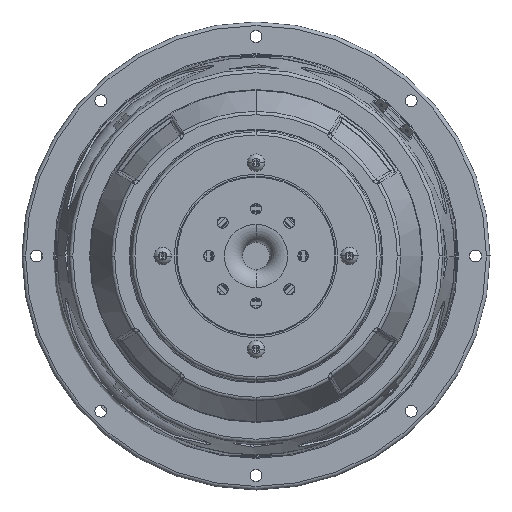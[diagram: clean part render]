
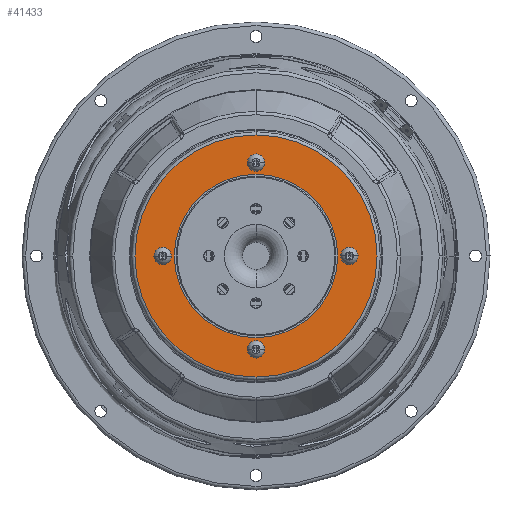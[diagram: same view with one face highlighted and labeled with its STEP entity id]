
A CAD part, front view. The second image highlights one B-rep face of the part: STEP entity #41433.
In plain terms, the highlighted planar face has unit normal (0, -1, 0).
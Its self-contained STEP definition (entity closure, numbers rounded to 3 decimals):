
#77 = PLANE ( 'NONE',  #41771 ) ;
#363 = VERTEX_POINT ( 'NONE', #13229 ) ;
#1365 = CARTESIAN_POINT ( 'NONE',  ( 0., -1.2, 54.25 ) ) ;
#1488 = DIRECTION ( 'NONE',  ( 0., 1., 0. ) ) ;
#2024 = CIRCLE ( 'NONE', #21868, 2.75 ) ;
#2124 = CARTESIAN_POINT ( 'NONE',  ( 0., -1.2, -48.75 ) ) ;
#2228 = EDGE_CURVE ( 'NONE', #46929, #363, #14613, .T. ) ;
#2666 = EDGE_CURVE ( 'NONE', #5916, #23177, #47918, .T. ) ;
#2861 = EDGE_CURVE ( 'NONE', #19938, #27458, #9232, .T. ) ;
#3732 = CARTESIAN_POINT ( 'NONE',  ( 0., -1.2, 0. ) ) ;
#4006 = CARTESIAN_POINT ( 'NONE',  ( 0., -1.2, 51.5 ) ) ;
#4282 = ORIENTED_EDGE ( 'NONE', *, *, #31437, .T. ) ;
#4593 = DIRECTION ( 'NONE',  ( 0., 0., 1. ) ) ;
#5053 = CIRCLE ( 'NONE', #41062, 45. ) ;
#5115 = CARTESIAN_POINT ( 'NONE',  ( 0., -1.2, 0. ) ) ;
#5242 = ORIENTED_EDGE ( 'NONE', *, *, #7400, .T. ) ;
#5916 = VERTEX_POINT ( 'NONE', #50754 ) ;
#6562 = AXIS2_PLACEMENT_3D ( 'NONE', #55562, #17981, #47335 ) ;
#7400 = EDGE_CURVE ( 'NONE', #27458, #19938, #21749, .T. ) ;
#7702 = DIRECTION ( 'NONE',  ( 0., 1., 0. ) ) ;
#8572 = FACE_BOUND ( 'NONE', #31453, .T. ) ;
#9232 = CIRCLE ( 'NONE', #48890, 2.75 ) ;
#9413 = ORIENTED_EDGE ( 'NONE', *, *, #2228, .T. ) ;
#10254 = DIRECTION ( 'NONE',  ( 1., 0., 0. ) ) ;
#10588 = CIRCLE ( 'NONE', #29541, 2.75 ) ;
#10788 = CARTESIAN_POINT ( 'NONE',  ( -51.5, -1.2, 0. ) ) ;
#12299 = DIRECTION ( 'NONE',  ( 0., -1., 0. ) ) ;
#12477 = CARTESIAN_POINT ( 'NONE',  ( 51.5, -1.2, 0. ) ) ;
#12953 = EDGE_LOOP ( 'NONE', ( #29667, #5242 ) ) ;
#13038 = DIRECTION ( 'NONE',  ( 0., 1., 0. ) ) ;
#13229 = CARTESIAN_POINT ( 'NONE',  ( 48.75, -1.2, 0. ) ) ;
#14206 = VERTEX_POINT ( 'NONE', #50505 ) ;
#14342 = DIRECTION ( 'NONE',  ( 0., 0., 1. ) ) ;
#14613 = CIRCLE ( 'NONE', #25419, 2.75 ) ;
#14826 = ORIENTED_EDGE ( 'NONE', *, *, #25379, .T. ) ;
#15232 = ORIENTED_EDGE ( 'NONE', *, *, #22221, .T. ) ;
#15291 = EDGE_LOOP ( 'NONE', ( #18924, #42407 ) ) ;
#16201 = CARTESIAN_POINT ( 'NONE',  ( -48.75, -1.2, 0. ) ) ;
#16251 = CARTESIAN_POINT ( 'NONE',  ( 0., -1.2, 0. ) ) ;
#17305 = CARTESIAN_POINT ( 'NONE',  ( 68., -1.2, 0. ) ) ;
#17778 = CARTESIAN_POINT ( 'NONE',  ( 0., -1.2, 51.5 ) ) ;
#17981 = DIRECTION ( 'NONE',  ( 0., 1., 0. ) ) ;
#18727 = DIRECTION ( 'NONE',  ( 0., 1., 0. ) ) ;
#18761 = VERTEX_POINT ( 'NONE', #38909 ) ;
#18924 = ORIENTED_EDGE ( 'NONE', *, *, #44418, .T. ) ;
#19883 = VERTEX_POINT ( 'NONE', #50051 ) ;
#19938 = VERTEX_POINT ( 'NONE', #16201 ) ;
#21260 = CARTESIAN_POINT ( 'NONE',  ( -54.25, -1.2, 0. ) ) ;
#21543 = FACE_BOUND ( 'NONE', #24470, .T. ) ;
#21749 = CIRCLE ( 'NONE', #28028, 2.75 ) ;
#21868 = AXIS2_PLACEMENT_3D ( 'NONE', #4006, #13038, #25740 ) ;
#22221 = EDGE_CURVE ( 'NONE', #37101, #48589, #2024, .T. ) ;
#22596 = DIRECTION ( 'NONE',  ( 0., -1., 0. ) ) ;
#23141 = ORIENTED_EDGE ( 'NONE', *, *, #2666, .T. ) ;
#23177 = VERTEX_POINT ( 'NONE', #2124 ) ;
#24470 = EDGE_LOOP ( 'NONE', ( #4282, #14826 ) ) ;
#25379 = EDGE_CURVE ( 'NONE', #27091, #19883, #48074, .T. ) ;
#25419 = AXIS2_PLACEMENT_3D ( 'NONE', #12477, #51127, #46881 ) ;
#25740 = DIRECTION ( 'NONE',  ( 0., 0., -1. ) ) ;
#25779 = FACE_BOUND ( 'NONE', #46690, .T. ) ;
#26948 = ORIENTED_EDGE ( 'NONE', *, *, #48169, .T. ) ;
#27091 = VERTEX_POINT ( 'NONE', #46725 ) ;
#27287 = AXIS2_PLACEMENT_3D ( 'NONE', #5115, #22596, #51954 ) ;
#27458 = VERTEX_POINT ( 'NONE', #21260 ) ;
#27653 = CIRCLE ( 'NONE', #49286, 2.75 ) ;
#27794 = EDGE_LOOP ( 'NONE', ( #26948, #23141 ) ) ;
#28028 = AXIS2_PLACEMENT_3D ( 'NONE', #10788, #1488, #35618 ) ;
#28963 = CARTESIAN_POINT ( 'NONE',  ( 54.25, -1.2, 0. ) ) ;
#29541 = AXIS2_PLACEMENT_3D ( 'NONE', #48171, #43933, #52966 ) ;
#29667 = ORIENTED_EDGE ( 'NONE', *, *, #2861, .T. ) ;
#30280 = ORIENTED_EDGE ( 'NONE', *, *, #39311, .T. ) ;
#31437 = EDGE_CURVE ( 'NONE', #19883, #27091, #5053, .T. ) ;
#31453 = EDGE_LOOP ( 'NONE', ( #30280, #9413 ) ) ;
#32795 = DIRECTION ( 'NONE',  ( 0., 0., 1. ) ) ;
#34297 = ORIENTED_EDGE ( 'NONE', *, *, #47670, .T. ) ;
#34489 = DIRECTION ( 'NONE',  ( 0., 1., 0. ) ) ;
#34781 = CIRCLE ( 'NONE', #41978, 66.74 ) ;
#35425 = DIRECTION ( 'NONE',  ( 0., 1., 0. ) ) ;
#35618 = DIRECTION ( 'NONE',  ( 1., 0., 0. ) ) ;
#37101 = VERTEX_POINT ( 'NONE', #1365 ) ;
#37356 = CARTESIAN_POINT ( 'NONE',  ( 0., -1.2, -51.5 ) ) ;
#38719 = FACE_OUTER_BOUND ( 'NONE', #15291, .T. ) ;
#38909 = CARTESIAN_POINT ( 'NONE',  ( 0., -1.2, -66.74 ) ) ;
#38957 = CIRCLE ( 'NONE', #6562, 2.75 ) ;
#39095 = EDGE_CURVE ( 'NONE', #18761, #14206, #44401, .T. ) ;
#39191 = DIRECTION ( 'NONE',  ( 0., 0., -1. ) ) ;
#39311 = EDGE_CURVE ( 'NONE', #363, #46929, #38957, .T. ) ;
#41062 = AXIS2_PLACEMENT_3D ( 'NONE', #3732, #7702, #32795 ) ;
#41433 = ADVANCED_FACE ( 'NONE', ( #8572, #25779, #43239, #42972, #21543, #38719 ), #77, .F. ) ;
#41771 = AXIS2_PLACEMENT_3D ( 'NONE', #17305, #34489, #4593 ) ;
#41870 = DIRECTION ( 'NONE',  ( 0., 1., 0. ) ) ;
#41978 = AXIS2_PLACEMENT_3D ( 'NONE', #16251, #12299, #46711 ) ;
#42407 = ORIENTED_EDGE ( 'NONE', *, *, #39095, .T. ) ;
#42972 = FACE_BOUND ( 'NONE', #27794, .T. ) ;
#43239 = FACE_BOUND ( 'NONE', #12953, .T. ) ;
#43426 = DIRECTION ( 'NONE',  ( 0., 1., 0. ) ) ;
#43906 = CARTESIAN_POINT ( 'NONE',  ( 0., -1.2, 0. ) ) ;
#43933 = DIRECTION ( 'NONE',  ( 0., 1., 0. ) ) ;
#44401 = CIRCLE ( 'NONE', #27287, 66.74 ) ;
#44418 = EDGE_CURVE ( 'NONE', #14206, #18761, #34781, .T. ) ;
#46256 = AXIS2_PLACEMENT_3D ( 'NONE', #43906, #35425, #52660 ) ;
#46690 = EDGE_LOOP ( 'NONE', ( #34297, #15232 ) ) ;
#46711 = DIRECTION ( 'NONE',  ( 0., 0., 1. ) ) ;
#46725 = CARTESIAN_POINT ( 'NONE',  ( 0., -1.2, -45. ) ) ;
#46881 = DIRECTION ( 'NONE',  ( -1., 0., 0. ) ) ;
#46929 = VERTEX_POINT ( 'NONE', #28963 ) ;
#47335 = DIRECTION ( 'NONE',  ( -1., 0., 0. ) ) ;
#47670 = EDGE_CURVE ( 'NONE', #48589, #37101, #27653, .T. ) ;
#47918 = CIRCLE ( 'NONE', #55158, 2.75 ) ;
#48074 = CIRCLE ( 'NONE', #46256, 45. ) ;
#48169 = EDGE_CURVE ( 'NONE', #23177, #5916, #10588, .T. ) ;
#48171 = CARTESIAN_POINT ( 'NONE',  ( 0., -1.2, -51.5 ) ) ;
#48589 = VERTEX_POINT ( 'NONE', #50821 ) ;
#48890 = AXIS2_PLACEMENT_3D ( 'NONE', #53131, #18727, #10254 ) ;
#49286 = AXIS2_PLACEMENT_3D ( 'NONE', #17778, #43426, #39191 ) ;
#50051 = CARTESIAN_POINT ( 'NONE',  ( 0., -1.2, 45. ) ) ;
#50505 = CARTESIAN_POINT ( 'NONE',  ( 0., -1.2, 66.74 ) ) ;
#50754 = CARTESIAN_POINT ( 'NONE',  ( 0., -1.2, -54.25 ) ) ;
#50821 = CARTESIAN_POINT ( 'NONE',  ( 0., -1.2, 48.75 ) ) ;
#51127 = DIRECTION ( 'NONE',  ( 0., 1., 0. ) ) ;
#51954 = DIRECTION ( 'NONE',  ( 0., 0., 1. ) ) ;
#52660 = DIRECTION ( 'NONE',  ( 0., 0., 1. ) ) ;
#52966 = DIRECTION ( 'NONE',  ( 0., 0., 1. ) ) ;
#53131 = CARTESIAN_POINT ( 'NONE',  ( -51.5, -1.2, 0. ) ) ;
#55158 = AXIS2_PLACEMENT_3D ( 'NONE', #37356, #41870, #14342 ) ;
#55562 = CARTESIAN_POINT ( 'NONE',  ( 51.5, -1.2, 0. ) ) ;
